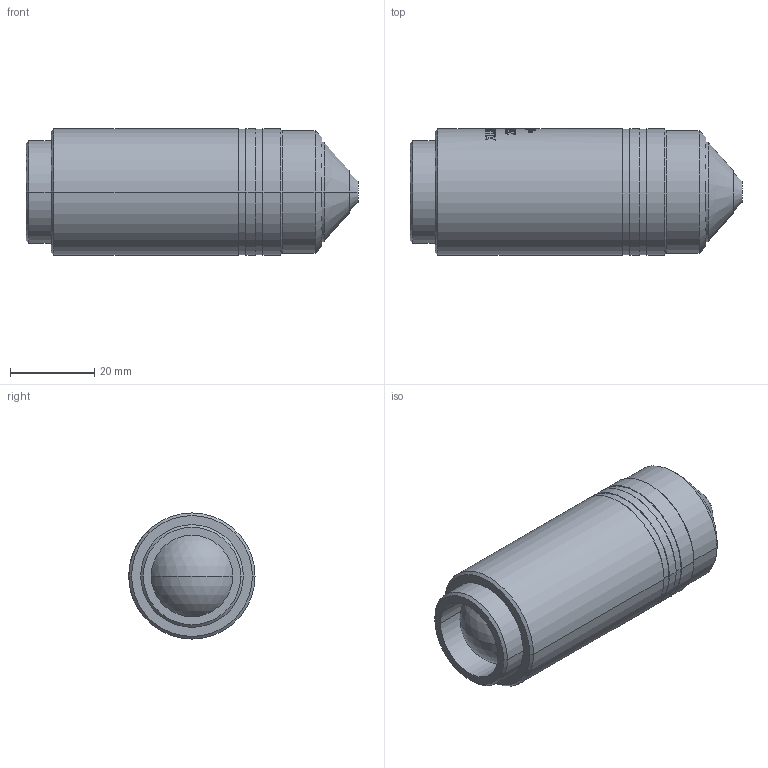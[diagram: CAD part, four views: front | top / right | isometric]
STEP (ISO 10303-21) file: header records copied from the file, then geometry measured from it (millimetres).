
FILE_DESCRIPTION (( 'STEP AP214' ), '1' );
FILE_NAME ('TTN031489-E0W.STEP', '2016-06-23T15:07:06', ( '' ), ( '' ), 'SwSTEP 2.0', 'SolidWorks 2016', '' );
FILE_SCHEMA (( 'AUTOMOTIVE_DESIGN' ));
Length unit declared in the file: inch
Products named in the file (1): TTN031489-E0W
Bounding box: 78.87 x 29.97 x 29.97 mm (x, y, z)
Volume: 41670.9 mm3; surface area: 10428.9 mm2
Topology: 1 solids, 2 shells, 81 faces, 380 edges, 345 vertices
Faces by surface type: cylinder 56, cone 12, plane 11, sphere 2
Entity records: 8113 total; most frequent: CARTESIAN_POINT 3940, ORIENTED_EDGE 760, DIRECTION 505, EDGE_CURVE 380, VERTEX_POINT 345, AXIS2_PLACEMENT_3D 209, B_SPLINE_CURVE_WITH_KNOTS 166, CIRCLE 127
